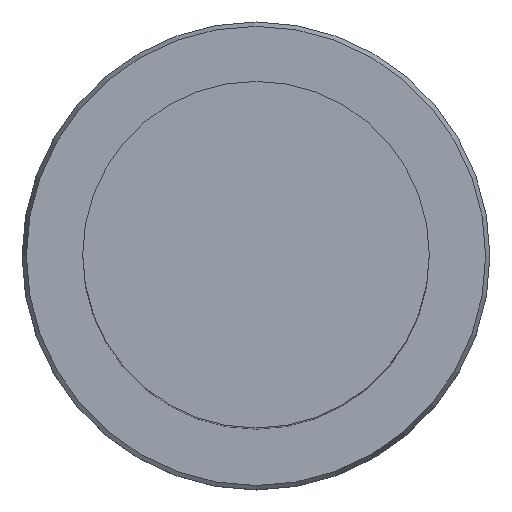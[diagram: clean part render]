
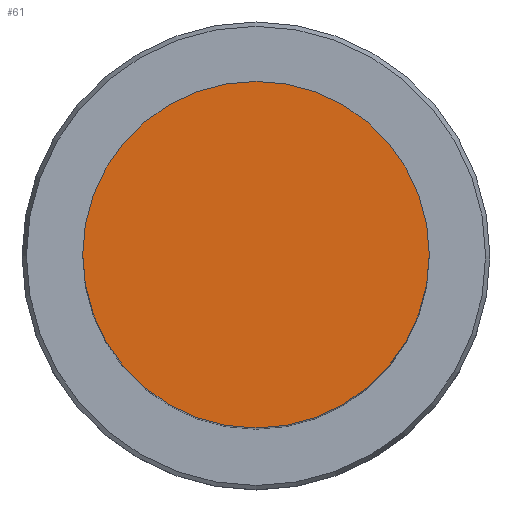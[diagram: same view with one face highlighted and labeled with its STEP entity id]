
A CAD part, top view. The second image highlights one B-rep face of the part: STEP entity #61.
In plain terms, the highlighted planar face has unit normal (0, 0, 1).
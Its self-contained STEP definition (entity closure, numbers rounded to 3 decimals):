
#58=EDGE_CURVE('Unnamed[1]',#125,#125,#126,.T.);
#61=ADVANCED_FACE('Unnamed[1]',(#129),#130,.T.);
#125=VERTEX_POINT('',#201);
#126=CIRCLE('',#202,20.);
#129=FACE_OUTER_BOUND('',#206,.T.);
#130=PLANE('',#207);
#201=CARTESIAN_POINT('',(0.,20.,153.5));
#202=AXIS2_PLACEMENT_3D('',#274,#275,#276);
#206=EDGE_LOOP('',(#278));
#207=AXIS2_PLACEMENT_3D('',#279,#280,#281);
#274=CARTESIAN_POINT('',(0.,0.,153.5));
#275=DIRECTION('',(0.,0.,-1.0));
#276=DIRECTION('',(0.,1.0,0.));
#278=ORIENTED_EDGE('',*,*,#58,.F.);
#279=CARTESIAN_POINT('',(0.,10.,153.5));
#280=DIRECTION('',(0.,0.,1.0));
#281=DIRECTION('',(0.,-1.0,0.));
